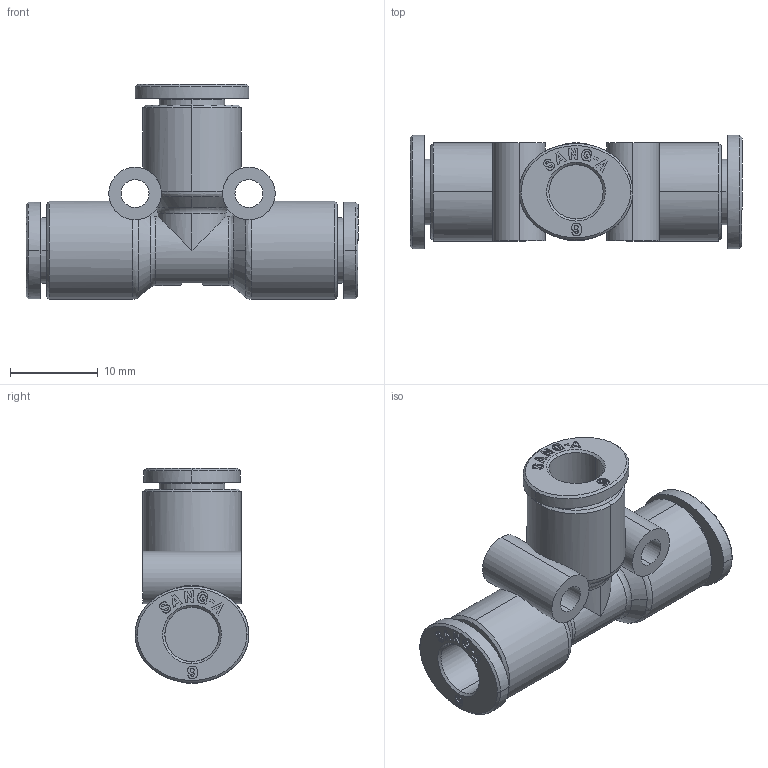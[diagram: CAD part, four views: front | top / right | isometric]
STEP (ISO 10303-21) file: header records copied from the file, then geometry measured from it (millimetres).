
FILE_DESCRIPTION (( 'STEP AP214' ), '1' );
FILE_NAME ('PUT06.STEP', '2015-08-17T14:45:25', ( '' ), ( '' ), 'SwSTEP 2.0', 'SolidWorks 2015', '' );
FILE_SCHEMA (( 'AUTOMOTIVE_DESIGN' ));
Length unit declared in the file: millimetre
Products named in the file (2): PUT06; ｦ+ﾃｦ1
Assembly tree (1 placements, depth 2):
  PUT06
    ｦ+ﾃｦ1
Bounding box: 37.9 x 13 x 24.55 mm (x, y, z)
Volume: 3471 mm3; surface area: 3736.7 mm2
Topology: 1 solids, 1 shells, 700 faces, 1958 edges, 1299 vertices
Faces by surface type: plane 515, bspline 102, cylinder 58, cone 19, torus 6
Entity records: 26570 total; most frequent: CARTESIAN_POINT 8851, ORIENTED_EDGE 3916, DIRECTION 3035, EDGE_CURVE 1958, VECTOR 1525, LINE 1525, VERTEX_POINT 1299, AXIS2_PLACEMENT_3D 755
